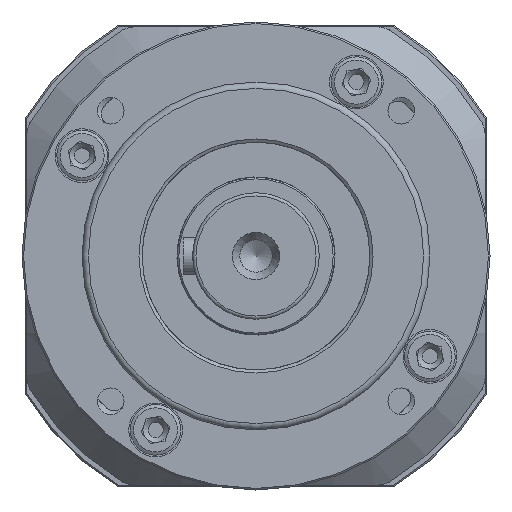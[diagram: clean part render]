
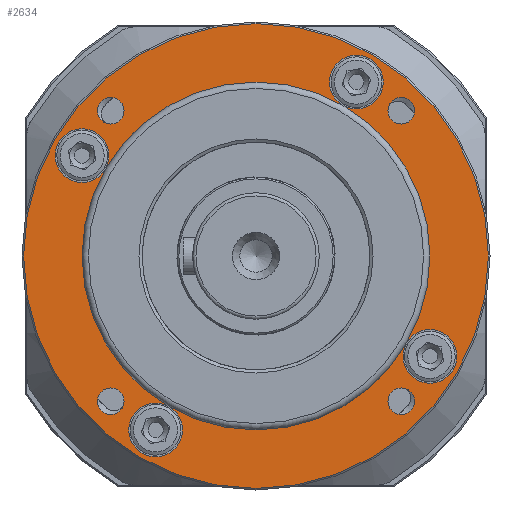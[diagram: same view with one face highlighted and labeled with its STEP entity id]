
A CAD part, left-side view. The second image highlights one B-rep face of the part: STEP entity #2634.
In plain terms, the highlighted planar face has unit normal (-1, 0, 0).
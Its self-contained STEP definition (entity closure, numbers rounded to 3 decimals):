
#381=CARTESIAN_POINT('',(0.0,0.0,-73.5));
#382=VERTEX_POINT('',#381);
#383=CARTESIAN_POINT('',(0.0,0.0,0.0));
#384=DIRECTION('',(-1.0,0.0,0.0));
#385=DIRECTION('',(0.0,0.0,-1.0));
#386=AXIS2_PLACEMENT_3D('',#383,#384,#385);
#387=CIRCLE('',#386,73.5);
#388=EDGE_CURVE('',#382,#382,#387,.T.);
#447=CARTESIAN_POINT('',(0.,45.962,50.212));
#448=VERTEX_POINT('',#447);
#449=CARTESIAN_POINT('',(0.,45.962,45.962));
#450=DIRECTION('',(-1.0,0.0,0.0));
#451=DIRECTION('',(0.0,0.0,1.0));
#452=AXIS2_PLACEMENT_3D('',#449,#450,#451);
#453=CIRCLE('',#452,4.25);
#454=EDGE_CURVE('',#448,#448,#453,.T.);
#548=CARTESIAN_POINT('',(0.,45.962,-41.712));
#549=VERTEX_POINT('',#548);
#550=CARTESIAN_POINT('',(0.,45.962,-45.962));
#551=DIRECTION('',(-1.0,0.0,0.0));
#552=DIRECTION('',(0.0,0.0,1.0));
#553=AXIS2_PLACEMENT_3D('',#550,#551,#552);
#554=CIRCLE('',#553,4.25);
#555=EDGE_CURVE('',#549,#549,#554,.T.);
#603=CARTESIAN_POINT('',(0.,-45.962,-41.712));
#604=VERTEX_POINT('',#603);
#605=CARTESIAN_POINT('',(0.,-45.962,-45.962));
#606=DIRECTION('',(-1.0,0.0,0.0));
#607=DIRECTION('',(0.0,0.0,1.0));
#608=AXIS2_PLACEMENT_3D('',#605,#606,#607);
#609=CIRCLE('',#608,4.25);
#610=EDGE_CURVE('',#604,#604,#609,.T.);
#702=CARTESIAN_POINT('',(0.,-45.962,50.212));
#703=VERTEX_POINT('',#702);
#704=CARTESIAN_POINT('',(0.,-45.962,45.962));
#705=DIRECTION('',(-1.0,0.0,0.0));
#706=DIRECTION('',(0.0,0.0,1.0));
#707=AXIS2_PLACEMENT_3D('',#704,#705,#706);
#708=CIRCLE('',#707,4.25);
#709=EDGE_CURVE('',#703,#703,#708,.T.);
#926=CARTESIAN_POINT('',(0.0,47.631,27.5));
#927=VERTEX_POINT('',#926);
#928=CARTESIAN_POINT('',(0.0,54.993,31.75));
#929=DIRECTION('',(1.0,0.0,0.0));
#930=DIRECTION('',(0.0,0.0,-1.0));
#931=AXIS2_PLACEMENT_3D('',#928,#929,#930);
#932=CIRCLE('',#931,8.5);
#933=EDGE_CURVE('',#927,#927,#932,.T.);
#982=CARTESIAN_POINT('',(0.0,27.5,-47.631));
#983=VERTEX_POINT('',#982);
#984=CARTESIAN_POINT('',(0.0,31.75,-54.993));
#985=DIRECTION('',(1.0,0.0,0.0));
#986=DIRECTION('',(0.0,0.0,-1.0));
#987=AXIS2_PLACEMENT_3D('',#984,#985,#986);
#988=CIRCLE('',#987,8.5);
#989=EDGE_CURVE('',#983,#983,#988,.T.);
#1038=CARTESIAN_POINT('',(0.0,-47.631,-27.5));
#1039=VERTEX_POINT('',#1038);
#1040=CARTESIAN_POINT('',(0.0,-54.993,-31.75));
#1041=DIRECTION('',(1.0,0.0,0.0));
#1042=DIRECTION('',(0.0,0.0,-1.0));
#1043=AXIS2_PLACEMENT_3D('',#1040,#1041,#1042);
#1044=CIRCLE('',#1043,8.5);
#1045=EDGE_CURVE('',#1039,#1039,#1044,.T.);
#1094=CARTESIAN_POINT('',(0.0,-27.5,47.631));
#1095=VERTEX_POINT('',#1094);
#1096=CARTESIAN_POINT('',(0.0,-31.75,54.993));
#1097=DIRECTION('',(1.0,0.0,0.0));
#1098=DIRECTION('',(0.0,0.0,-1.0));
#1099=AXIS2_PLACEMENT_3D('',#1096,#1097,#1098);
#1100=CIRCLE('',#1099,8.5);
#1101=EDGE_CURVE('',#1095,#1095,#1100,.T.);
#1194=CARTESIAN_POINT('',(0.0,0.0,0.0));
#1195=DIRECTION('',(-1.0,0.0,0.0));
#1196=DIRECTION('',(0.0,0.0,-1.0));
#1197=AXIS2_PLACEMENT_3D('',#1194,#1195,#1196);
#1198=CIRCLE('',#1197,55.0);
#1199=EDGE_CURVE('',#983,#1039,#1198,.T.);
#1201=CARTESIAN_POINT('',(0.0,0.0,0.0));
#1202=DIRECTION('',(-1.0,0.0,0.0));
#1203=DIRECTION('',(0.0,0.0,-1.0));
#1204=AXIS2_PLACEMENT_3D('',#1201,#1202,#1203);
#1205=CIRCLE('',#1204,55.0);
#1206=EDGE_CURVE('',#1039,#1095,#1205,.T.);
#1208=CARTESIAN_POINT('',(0.0,0.0,0.0));
#1209=DIRECTION('',(-1.0,0.0,0.0));
#1210=DIRECTION('',(0.0,0.0,-1.0));
#1211=AXIS2_PLACEMENT_3D('',#1208,#1209,#1210);
#1212=CIRCLE('',#1211,55.0);
#1213=EDGE_CURVE('',#1095,#927,#1212,.T.);
#1215=CARTESIAN_POINT('',(0.0,0.0,0.0));
#1216=DIRECTION('',(-1.0,0.0,0.0));
#1217=DIRECTION('',(0.0,0.0,-1.0));
#1218=AXIS2_PLACEMENT_3D('',#1215,#1216,#1217);
#1219=CIRCLE('',#1218,55.0);
#1220=EDGE_CURVE('',#927,#983,#1219,.T.);
#2604=CARTESIAN_POINT('',(0.0,-75.0,75.));
#2605=DIRECTION('',(1.0,0.0,0.0));
#2606=DIRECTION('',(0.0,0.0,-1.0));
#2607=AXIS2_PLACEMENT_3D('',#2604,#2605,#2606);
#2608=PLANE('',#2607);
#2609=ORIENTED_EDGE('',*,*,#388,.T.);
#2610=EDGE_LOOP('',(#2609));
#2611=FACE_OUTER_BOUND('',#2610,.T.);
#2612=ORIENTED_EDGE('',*,*,#555,.F.);
#2613=EDGE_LOOP('',(#2612));
#2614=FACE_BOUND('',#2613,.T.);
#2615=ORIENTED_EDGE('',*,*,#1220,.F.);
#2616=ORIENTED_EDGE('',*,*,#933,.T.);
#2617=ORIENTED_EDGE('',*,*,#1213,.F.);
#2618=ORIENTED_EDGE('',*,*,#1101,.T.);
#2619=ORIENTED_EDGE('',*,*,#1206,.F.);
#2620=ORIENTED_EDGE('',*,*,#1045,.T.);
#2621=ORIENTED_EDGE('',*,*,#1199,.F.);
#2622=ORIENTED_EDGE('',*,*,#989,.T.);
#2623=EDGE_LOOP('',(#2615,#2616,#2617,#2618,#2619,#2620,#2621,#2622));
#2624=FACE_BOUND('',#2623,.T.);
#2625=ORIENTED_EDGE('',*,*,#709,.F.);
#2626=EDGE_LOOP('',(#2625));
#2627=FACE_BOUND('',#2626,.T.);
#2628=ORIENTED_EDGE('',*,*,#610,.F.);
#2629=EDGE_LOOP('',(#2628));
#2630=FACE_BOUND('',#2629,.T.);
#2631=ORIENTED_EDGE('',*,*,#454,.F.);
#2632=EDGE_LOOP('',(#2631));
#2633=FACE_BOUND('',#2632,.T.);
#2634=ADVANCED_FACE('',(#2611,#2614,#2624,#2627,#2630,#2633),#2608,.F.);
